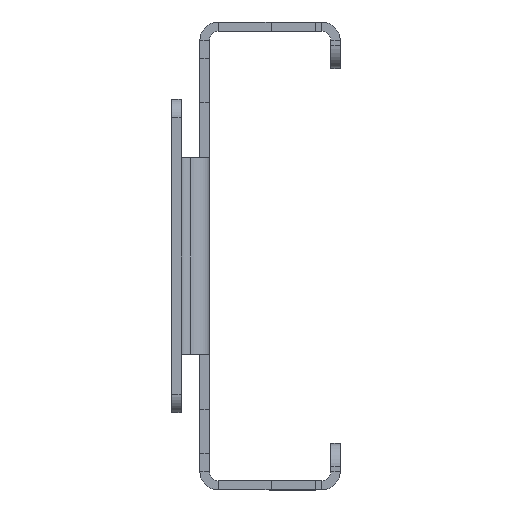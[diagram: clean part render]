
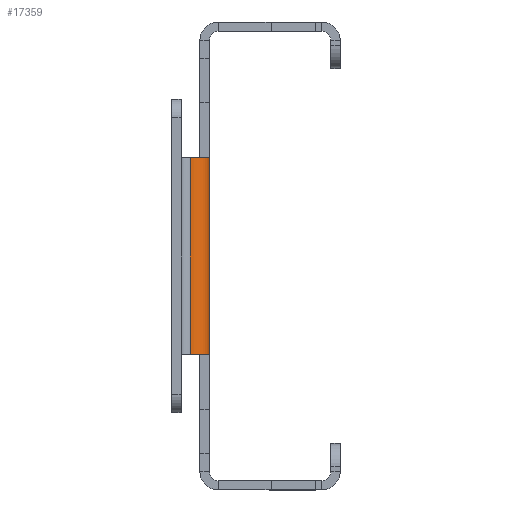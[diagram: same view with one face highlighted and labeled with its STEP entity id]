
A CAD part, left-side view. The second image highlights one B-rep face of the part: STEP entity #17359.
In plain terms, the highlighted cylindrical face has radius 4 mm (diameter 8 mm), a partial arc.
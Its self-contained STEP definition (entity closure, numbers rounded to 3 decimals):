
#1192 = ORIENTED_EDGE ( 'NONE', *, *, #33935, .T. ) ;
#2397 = DIRECTION ( 'NONE',  ( 0., 0., -1. ) ) ;
#2458 = CYLINDRICAL_SURFACE ( 'NONE', #39283, 4. ) ;
#2801 = LINE ( 'NONE', #5670, #4072 ) ;
#4072 = VECTOR ( 'NONE', #2397, 1000. ) ;
#4177 = ORIENTED_EDGE ( 'NONE', *, *, #31861, .T. ) ;
#4828 = CARTESIAN_POINT ( 'NONE',  ( -395.6, -2., -21. ) ) ;
#5670 = CARTESIAN_POINT ( 'NONE',  ( -395.6, -2., 0. ) ) ;
#6128 = CARTESIAN_POINT ( 'NONE',  ( -395.6, 2., -21. ) ) ;
#6426 = DIRECTION ( 'NONE',  ( 0., 0., -1. ) ) ;
#8048 = CARTESIAN_POINT ( 'NONE',  ( -399.6, 2., -21. ) ) ;
#9270 = VECTOR ( 'NONE', #23956, 1000. ) ;
#11778 = AXIS2_PLACEMENT_3D ( 'NONE', #36331, #6426, #33072 ) ;
#14361 = EDGE_LOOP ( 'NONE', ( #38363, #1192, #19861, #4177 ) ) ;
#15142 = FACE_OUTER_BOUND ( 'NONE', #14361, .T. ) ;
#17019 = EDGE_CURVE ( 'NONE', #24076, #19336, #33784, .T. ) ;
#17359 = ADVANCED_FACE ( 'NONE', ( #15142 ), #2458, .T. ) ;
#18646 = DIRECTION ( 'NONE',  ( 0., 0., -1. ) ) ;
#19336 = VERTEX_POINT ( 'NONE', #8048 ) ;
#19861 = ORIENTED_EDGE ( 'NONE', *, *, #17019, .T. ) ;
#22053 = CARTESIAN_POINT ( 'NONE',  ( -395.6, -2., 21. ) ) ;
#23570 = DIRECTION ( 'NONE',  ( 0., 0., 1. ) ) ;
#23956 = DIRECTION ( 'NONE',  ( 0., 0., -1. ) ) ;
#24076 = VERTEX_POINT ( 'NONE', #43063 ) ;
#24289 = CIRCLE ( 'NONE', #11778, 4. ) ;
#28437 = DIRECTION ( 'NONE',  ( -1., 0., 0. ) ) ;
#28445 = CIRCLE ( 'NONE', #29079, 4. ) ;
#29079 = AXIS2_PLACEMENT_3D ( 'NONE', #6128, #23570, #29704 ) ;
#29704 = DIRECTION ( 'NONE',  ( 1., 0., 0. ) ) ;
#30502 = CARTESIAN_POINT ( 'NONE',  ( -399.6, 2., 0. ) ) ;
#31861 = EDGE_CURVE ( 'NONE', #19336, #34103, #28445, .T. ) ;
#32153 = VERTEX_POINT ( 'NONE', #22053 ) ;
#32170 = CARTESIAN_POINT ( 'NONE',  ( -395.6, 2., 67.202 ) ) ;
#33072 = DIRECTION ( 'NONE',  ( -1., 0., 0. ) ) ;
#33784 = LINE ( 'NONE', #30502, #9270 ) ;
#33935 = EDGE_CURVE ( 'NONE', #32153, #24076, #24289, .T. ) ;
#34103 = VERTEX_POINT ( 'NONE', #4828 ) ;
#36331 = CARTESIAN_POINT ( 'NONE',  ( -395.6, 2., 21. ) ) ;
#38363 = ORIENTED_EDGE ( 'NONE', *, *, #41257, .F. ) ;
#39283 = AXIS2_PLACEMENT_3D ( 'NONE', #32170, #18646, #28437 ) ;
#41257 = EDGE_CURVE ( 'NONE', #32153, #34103, #2801, .T. ) ;
#43063 = CARTESIAN_POINT ( 'NONE',  ( -399.6, 2., 21. ) ) ;
